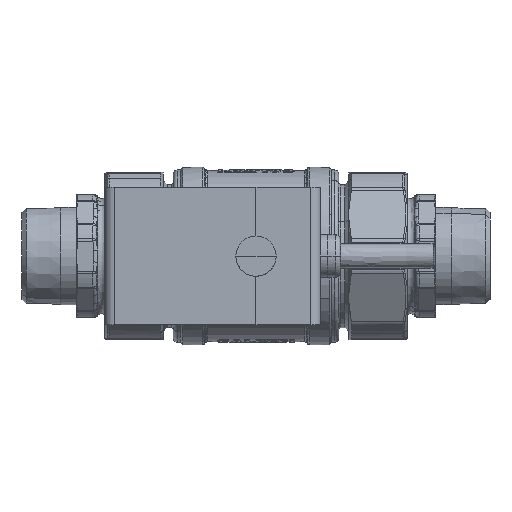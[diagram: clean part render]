
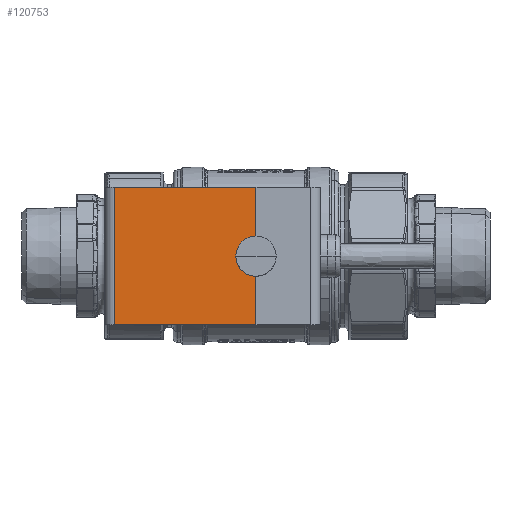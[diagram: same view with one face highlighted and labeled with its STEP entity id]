
A CAD part, left-side view. The second image highlights one B-rep face of the part: STEP entity #120753.
In plain terms, the highlighted planar face has unit normal (-1, 0, 0).
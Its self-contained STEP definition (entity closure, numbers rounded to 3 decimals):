
#120551=CARTESIAN_POINT('Line Origine',(14.949,-173.841,-107.808)) ;
#120555=CARTESIAN_POINT('Vertex',(14.949,-138.841,-107.808)) ;
#120557=CARTESIAN_POINT('Vertex',(14.949,-208.841,-107.808)) ;
#120653=CARTESIAN_POINT('Vertex',(14.949,-138.841,-175.808)) ;
#120688=CARTESIAN_POINT('Vertex',(14.949,-208.841,-175.808)) ;
#120691=CARTESIAN_POINT('Line Origine',(14.949,-173.841,-175.808)) ;
#120708=CARTESIAN_POINT('Axis2P3D Location',(14.949,-138.841,-107.808)) ;
#120713=CARTESIAN_POINT('Line Origine',(14.949,-208.841,-119.814)) ;
#120717=CARTESIAN_POINT('Vertex',(14.949,-208.841,-131.819)) ;
#120720=CARTESIAN_POINT('Line Origine',(14.949,-138.841,-141.808)) ;
#120725=CARTESIAN_POINT('Line Origine',(14.949,-208.841,-163.803)) ;
#120729=CARTESIAN_POINT('Vertex',(14.949,-208.841,-151.798)) ;
#120732=CARTESIAN_POINT('Axis2P3D Location',(14.949,-208.841,-141.808)) ;
#120736=CARTESIAN_POINT('Vertex',(14.949,-198.851,-141.808)) ;
#120739=CARTESIAN_POINT('Axis2P3D Location',(14.949,-208.841,-141.808)) ;
#120553=VECTOR('Line Direction',#120552,1.) ;
#120693=VECTOR('Line Direction',#120692,1.) ;
#120715=VECTOR('Line Direction',#120714,1.) ;
#120722=VECTOR('Line Direction',#120721,1.) ;
#120727=VECTOR('Line Direction',#120726,1.) ;
#120552=DIRECTION('Vector Direction',(0.,-1.,0.)) ;
#120692=DIRECTION('Vector Direction',(0.,1.,0.)) ;
#120709=DIRECTION('Axis2P3D Direction',(-1.,0.,0.)) ;
#120710=DIRECTION('Axis2P3D XDirection',(0.,0.,-1.)) ;
#120714=DIRECTION('Vector Direction',(0.,0.,1.)) ;
#120721=DIRECTION('Vector Direction',(0.,0.,-1.)) ;
#120726=DIRECTION('Vector Direction',(0.,0.,1.)) ;
#120733=DIRECTION('Axis2P3D Direction',(-1.,0.,0.)) ;
#120740=DIRECTION('Axis2P3D Direction',(-1.,0.,0.)) ;
#120711=AXIS2_PLACEMENT_3D('Plane Axis2P3D',#120708,#120709,#120710) ;
#120734=AXIS2_PLACEMENT_3D('Circle Axis2P3D',#120732,#120733,$) ;
#120741=AXIS2_PLACEMENT_3D('Circle Axis2P3D',#120739,#120740,$) ;
#120554=LINE('Line',#120551,#120553) ;
#120694=LINE('Line',#120691,#120693) ;
#120716=LINE('Line',#120713,#120715) ;
#120723=LINE('Line',#120720,#120722) ;
#120728=LINE('Line',#120725,#120727) ;
#120735=CIRCLE('generated circle',#120734,9.989) ;
#120742=CIRCLE('generated circle',#120741,9.989) ;
#120712=PLANE('',#120711) ;
#120559=EDGE_CURVE('',#120556,#120558,#120554,.T.) ;
#120695=EDGE_CURVE('',#120689,#120654,#120694,.T.) ;
#120719=EDGE_CURVE('',#120718,#120558,#120716,.T.) ;
#120724=EDGE_CURVE('',#120556,#120654,#120723,.T.) ;
#120731=EDGE_CURVE('',#120689,#120730,#120728,.T.) ;
#120738=EDGE_CURVE('',#120730,#120737,#120735,.F.) ;
#120743=EDGE_CURVE('',#120737,#120718,#120742,.F.) ;
#120745=ORIENTED_EDGE('',*,*,#120719,.T.) ;
#120746=ORIENTED_EDGE('',*,*,#120559,.F.) ;
#120747=ORIENTED_EDGE('',*,*,#120724,.T.) ;
#120748=ORIENTED_EDGE('',*,*,#120695,.F.) ;
#120749=ORIENTED_EDGE('',*,*,#120731,.T.) ;
#120750=ORIENTED_EDGE('',*,*,#120738,.T.) ;
#120751=ORIENTED_EDGE('',*,*,#120743,.T.) ;
#120744=EDGE_LOOP('',(#120745,#120746,#120747,#120748,#120749,#120750,#120751)) ;
#120556=VERTEX_POINT('',#120555) ;
#120558=VERTEX_POINT('',#120557) ;
#120654=VERTEX_POINT('',#120653) ;
#120689=VERTEX_POINT('',#120688) ;
#120718=VERTEX_POINT('',#120717) ;
#120730=VERTEX_POINT('',#120729) ;
#120737=VERTEX_POINT('',#120736) ;
#120753=ADVANCED_FACE('PartBody',(#120752),#120712,.T.) ;
#120752=FACE_OUTER_BOUND('',#120744,.T.) ;
